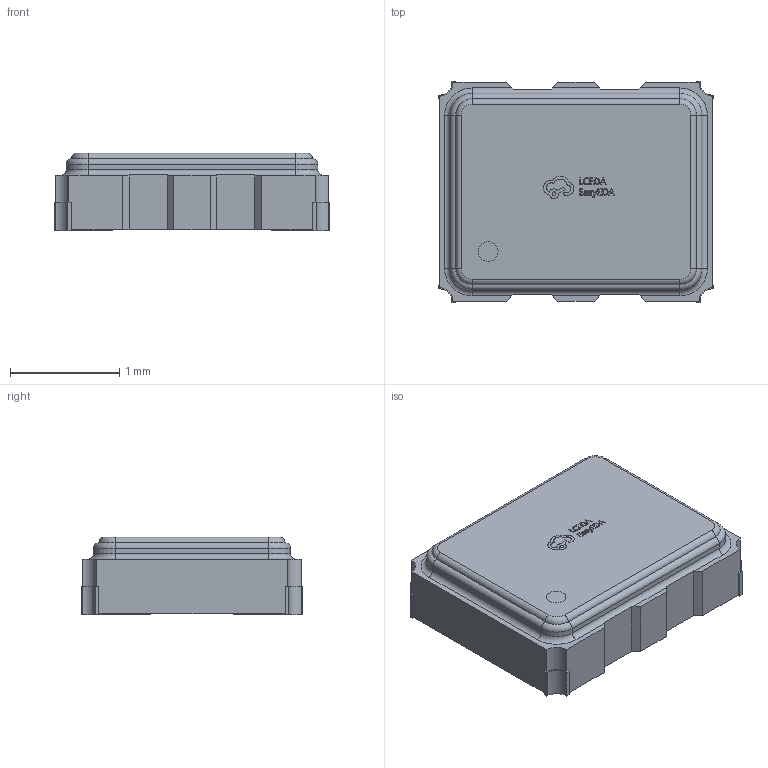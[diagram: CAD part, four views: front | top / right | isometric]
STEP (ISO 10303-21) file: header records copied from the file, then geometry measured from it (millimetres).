
FILE_DESCRIPTION (( 'STEP AP214' ), '1' );
FILE_NAME ('OSC-SMD_4P-L2.5-W2.0-BL_SJK32M.step', '2022-07-07T03:18:50', ( '' ), ( '' ), 'SwSTEP 2.0', 'SolidWorks 2020', '' );
FILE_SCHEMA (( 'AUTOMOTIVE_DESIGN' ));
Length unit declared in the file: millimetre
Products named in the file (1): OSC-SMD_4P-L2.5-W2.0-BL_SJK32M
Bounding box: 2.52 x 2.02 x 0.71 mm (x, y, z)
Volume: 3.2 mm3; surface area: 15.4 mm2
Topology: 1 solids, 1 shells, 401 faces, 1092 edges, 720 vertices
Faces by surface type: plane 251, bspline 112, cylinder 26, torus 12
Entity records: 18164 total; most frequent: CARTESIAN_POINT 4342, ORIENTED_EDGE 2184, DIRECTION 1500, EDGE_CURVE 1092, LINE 792, VECTOR 792, VERTEX_POINT 720, EDGE_LOOP 428
